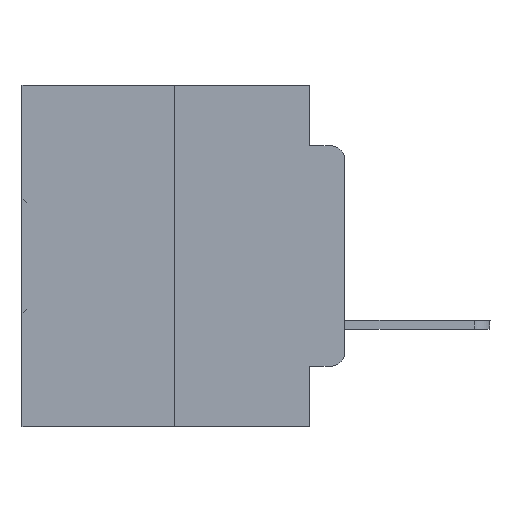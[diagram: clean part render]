
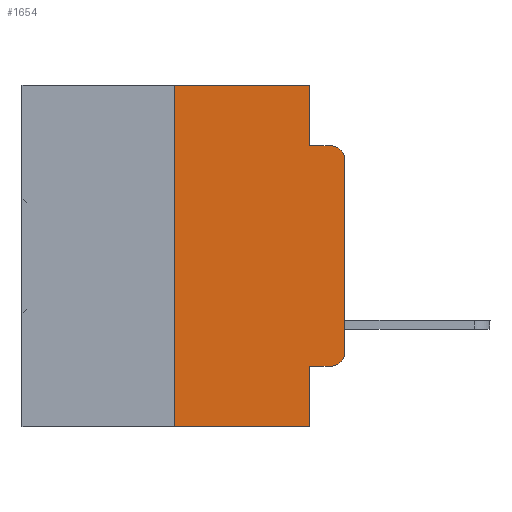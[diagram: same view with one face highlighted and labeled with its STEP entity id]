
A CAD part, left-side view. The second image highlights one B-rep face of the part: STEP entity #1654.
In plain terms, the highlighted planar face has unit normal (-1, 0, 0).
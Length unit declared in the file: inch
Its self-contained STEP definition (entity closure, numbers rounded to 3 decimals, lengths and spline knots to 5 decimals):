
#20 = ORIENTED_EDGE ( 'NONE', *, *, #25626, .F. ) ;
#176 = VERTEX_POINT ( 'NONE', #15694 ) ;
#755 = DIRECTION ( 'NONE',  ( 0., 0., -1. ) ) ;
#1076 = FACE_OUTER_BOUND ( 'NONE', #13171, .T. ) ;
#1148 = DIRECTION ( 'NONE',  ( 0., -1., 0. ) ) ;
#1398 = DIRECTION ( 'NONE',  ( 0., -1., 0. ) ) ;
#1654 = ADVANCED_FACE ( 'NONE', ( #1076 ), #3543, .F. ) ;
#1777 = LINE ( 'NONE', #22405, #32689 ) ;
#2250 = CARTESIAN_POINT ( 'NONE',  ( 0., 0., 0. ) ) ;
#2578 = EDGE_CURVE ( 'NONE', #29810, #19377, #27451, .T. ) ;
#3543 = PLANE ( 'NONE',  #6330 ) ;
#4422 = EDGE_CURVE ( 'NONE', #27302, #23081, #1777, .T. ) ;
#4659 = CARTESIAN_POINT ( 'NONE',  ( 0., 0.25, -0.5 ) ) ;
#5098 = CARTESIAN_POINT ( 'NONE',  ( 0., 0.02, -0.0885 ) ) ;
#5233 = EDGE_CURVE ( 'NONE', #16883, #176, #30189, .T. ) ;
#5331 = VECTOR ( 'NONE', #1148, 39.37008 ) ;
#5504 = CARTESIAN_POINT ( 'NONE',  ( 0., 0., -0.1085 ) ) ;
#5606 = LINE ( 'NONE', #28698, #14273 ) ;
#6263 = LINE ( 'NONE', #33054, #9994 ) ;
#6330 = AXIS2_PLACEMENT_3D ( 'NONE', #27080, #8367, #19474 ) ;
#6453 = CARTESIAN_POINT ( 'NONE',  ( 0., 0.473, -0.5 ) ) ;
#6950 = LINE ( 'NONE', #13898, #32095 ) ;
#7358 = EDGE_CURVE ( 'NONE', #29270, #30350, #26720, .T. ) ;
#7805 = LINE ( 'NONE', #6453, #5331 ) ;
#8293 = VERTEX_POINT ( 'NONE', #4659 ) ;
#8367 = DIRECTION ( 'NONE',  ( 1., 0., 0. ) ) ;
#9001 = VECTOR ( 'NONE', #15498, 39.37008 ) ;
#9320 = ORIENTED_EDGE ( 'NONE', *, *, #2578, .F. ) ;
#9994 = VECTOR ( 'NONE', #27299, 39.37008 ) ;
#10914 = DIRECTION ( 'NONE',  ( -1., 0., 0. ) ) ;
#11049 = VERTEX_POINT ( 'NONE', #12235 ) ;
#12058 = LINE ( 'NONE', #32861, #32675 ) ;
#12159 = VECTOR ( 'NONE', #21339, 39.37008 ) ;
#12235 = CARTESIAN_POINT ( 'NONE',  ( 0., 0.051, -0.0885 ) ) ;
#12638 = ORIENTED_EDGE ( 'NONE', *, *, #23632, .T. ) ;
#13158 = ORIENTED_EDGE ( 'NONE', *, *, #7358, .T. ) ;
#13171 = EDGE_LOOP ( 'NONE', ( #30671, #13158, #20, #19815, #32311, #18007, #22342, #9320, #12638, #15272 ) ) ;
#13654 = CARTESIAN_POINT ( 'NONE',  ( 0., 0.051, 0. ) ) ;
#13898 = CARTESIAN_POINT ( 'NONE',  ( 0., 0.25, 0. ) ) ;
#14131 = DIRECTION ( 'NONE',  ( -1., 0., 0. ) ) ;
#14254 = DIRECTION ( 'NONE',  ( 0., 0., 1. ) ) ;
#14273 = VECTOR ( 'NONE', #34014, 39.37008 ) ;
#15272 = ORIENTED_EDGE ( 'NONE', *, *, #5233, .T. ) ;
#15337 = EDGE_CURVE ( 'NONE', #8293, #19377, #7805, .T. ) ;
#15498 = DIRECTION ( 'NONE',  ( 0., 0., 1. ) ) ;
#15645 = EDGE_CURVE ( 'NONE', #8293, #27302, #6950, .T. ) ;
#15694 = CARTESIAN_POINT ( 'NONE',  ( 0., 0., -0.3915 ) ) ;
#15957 = CARTESIAN_POINT ( 'NONE',  ( 0., 0.051, -0.4115 ) ) ;
#16088 = CARTESIAN_POINT ( 'NONE',  ( 0., 0.25, 0. ) ) ;
#16399 = LINE ( 'NONE', #2250, #9001 ) ;
#16883 = VERTEX_POINT ( 'NONE', #20428 ) ;
#18007 = ORIENTED_EDGE ( 'NONE', *, *, #15645, .F. ) ;
#19377 = VERTEX_POINT ( 'NONE', #21225 ) ;
#19474 = DIRECTION ( 'NONE',  ( 0., 0., -1. ) ) ;
#19815 = ORIENTED_EDGE ( 'NONE', *, *, #28376, .F. ) ;
#20428 = CARTESIAN_POINT ( 'NONE',  ( 0., 0.02, -0.4115 ) ) ;
#21225 = CARTESIAN_POINT ( 'NONE',  ( 0., 0.051, -0.5 ) ) ;
#21339 = DIRECTION ( 'NONE',  ( 0., 0., -1. ) ) ;
#21669 = DIRECTION ( 'NONE',  ( 0., 0., -1. ) ) ;
#22342 = ORIENTED_EDGE ( 'NONE', *, *, #15337, .T. ) ;
#22405 = CARTESIAN_POINT ( 'NONE',  ( 0., 0.473, 0. ) ) ;
#22957 = DIRECTION ( 'NONE',  ( 0., -1., 0. ) ) ;
#23081 = VERTEX_POINT ( 'NONE', #24592 ) ;
#23632 = EDGE_CURVE ( 'NONE', #29810, #16883, #12058, .T. ) ;
#24592 = CARTESIAN_POINT ( 'NONE',  ( 0., 0.051, 0. ) ) ;
#24888 = CARTESIAN_POINT ( 'NONE',  ( 0., 0.02, -0.1085 ) ) ;
#25626 = EDGE_CURVE ( 'NONE', #11049, #30350, #5606, .T. ) ;
#26720 = CIRCLE ( 'NONE', #32514, 0.02 ) ;
#27080 = CARTESIAN_POINT ( 'NONE',  ( 0., 0.473, 0. ) ) ;
#27299 = DIRECTION ( 'NONE',  ( 0., 0., -1. ) ) ;
#27302 = VERTEX_POINT ( 'NONE', #16088 ) ;
#27451 = LINE ( 'NONE', #13654, #12159 ) ;
#28376 = EDGE_CURVE ( 'NONE', #23081, #11049, #6263, .T. ) ;
#28698 = CARTESIAN_POINT ( 'NONE',  ( 0., 0.051, -0.0885 ) ) ;
#29270 = VERTEX_POINT ( 'NONE', #5504 ) ;
#29810 = VERTEX_POINT ( 'NONE', #15957 ) ;
#30189 = CIRCLE ( 'NONE', #33618, 0.02 ) ;
#30350 = VERTEX_POINT ( 'NONE', #5098 ) ;
#30671 = ORIENTED_EDGE ( 'NONE', *, *, #33257, .T. ) ;
#32095 = VECTOR ( 'NONE', #14254, 39.37008 ) ;
#32311 = ORIENTED_EDGE ( 'NONE', *, *, #4422, .F. ) ;
#32514 = AXIS2_PLACEMENT_3D ( 'NONE', #24888, #14131, #755 ) ;
#32675 = VECTOR ( 'NONE', #22957, 39.37008 ) ;
#32689 = VECTOR ( 'NONE', #1398, 39.37008 ) ;
#32758 = CARTESIAN_POINT ( 'NONE',  ( 0., 0.02, -0.3915 ) ) ;
#32861 = CARTESIAN_POINT ( 'NONE',  ( 0., 0.051, -0.4115 ) ) ;
#33054 = CARTESIAN_POINT ( 'NONE',  ( 0., 0.051, 0. ) ) ;
#33257 = EDGE_CURVE ( 'NONE', #176, #29270, #16399, .T. ) ;
#33618 = AXIS2_PLACEMENT_3D ( 'NONE', #32758, #10914, #21669 ) ;
#34014 = DIRECTION ( 'NONE',  ( 0., -1., 0. ) ) ;
